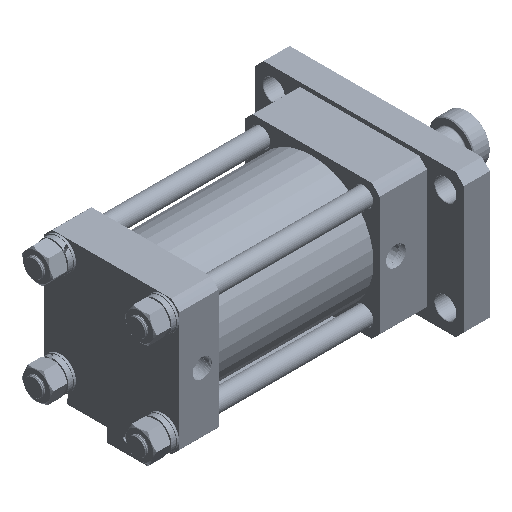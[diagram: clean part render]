
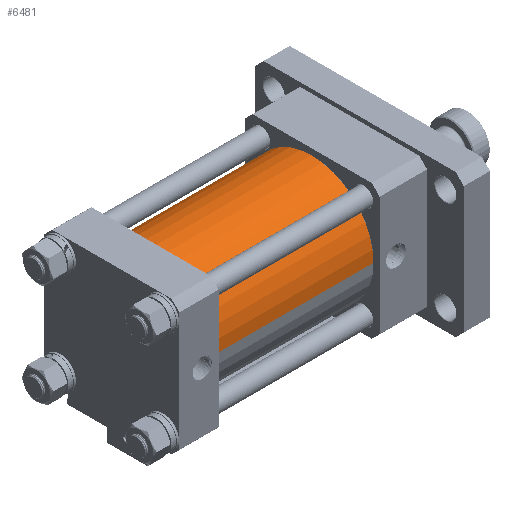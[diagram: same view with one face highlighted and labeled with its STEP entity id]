
A CAD part, isometric view. The second image highlights one B-rep face of the part: STEP entity #6481.
In plain terms, the highlighted cylindrical face has radius 76 mm (diameter 152 mm), a partial arc.
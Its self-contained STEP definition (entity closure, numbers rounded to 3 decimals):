
#6481 = ADVANCED_FACE ( 'NONE', ( #36113 ), #35946, .T. ) ;
#9605 = EDGE_CURVE ( 'NONE', #42921, #43011, #51451, .T. ) ;
#9607 = EDGE_CURVE ( 'NONE', #43011, #42932, #46109, .T. ) ;
#9608 = EDGE_CURVE ( 'NONE', #42942, #42932, #51452, .T. ) ;
#9609 = EDGE_CURVE ( 'NONE', #42921, #42942, #46115, .T. ) ;
#33080 = CARTESIAN_POINT ( 'NONE',  ( 464.832, 324.269, 0. ) ) ;
#33088 = CARTESIAN_POINT ( 'NONE',  ( 659.832, 172.269, 0. ) ) ;
#33095 = CARTESIAN_POINT ( 'NONE',  ( 659.832, 324.269, 0. ) ) ;
#33145 = CARTESIAN_POINT ( 'NONE',  ( 464.832, 172.269, 0. ) ) ;
#35946 = CYLINDRICAL_SURFACE ( 'NONE', #36022, 76. ) ;
#36022 = AXIS2_PLACEMENT_3D ( 'NONE', #58627, #58628, #58629 ) ;
#36113 = FACE_OUTER_BOUND ( 'NONE', #62586, .T. ) ;
#42921 = VERTEX_POINT ( 'NONE', #33080 ) ;
#42932 = VERTEX_POINT ( 'NONE', #33088 ) ;
#42942 = VERTEX_POINT ( 'NONE', #33095 ) ;
#43011 = VERTEX_POINT ( 'NONE', #33145 ) ;
#46102 = CARTESIAN_POINT ( 'NONE',  ( 464.832, 248.269, 0. ) ) ;
#46103 = DIRECTION ( 'NONE',  ( 1., 0., 0. ) ) ;
#46104 = DIRECTION ( 'NONE',  ( 0., 1., 0. ) ) ;
#46105 = CARTESIAN_POINT ( 'NONE',  ( 659.832, 248.269, 0. ) ) ;
#46109 = LINE ( 'NONE', #46110, #56379 ) ;
#46110 = CARTESIAN_POINT ( 'NONE',  ( 686.241, 172.269, 0. ) ) ;
#46111 = DIRECTION ( 'NONE',  ( 1., 0., 0. ) ) ;
#46112 = DIRECTION ( 'NONE',  ( 1., 0., 0. ) ) ;
#46113 = DIRECTION ( 'NONE',  ( 0., 1., 0. ) ) ;
#46115 = LINE ( 'NONE', #46116, #56381 ) ;
#46116 = CARTESIAN_POINT ( 'NONE',  ( 686.241, 324.269, 0. ) ) ;
#46117 = DIRECTION ( 'NONE',  ( 1., 0., 0. ) ) ;
#51451 = CIRCLE ( 'NONE', #56372, 76. ) ;
#51452 = CIRCLE ( 'NONE', #56376, 76. ) ;
#56372 = AXIS2_PLACEMENT_3D ( 'NONE', #46102, #46103, #46104 ) ;
#56376 = AXIS2_PLACEMENT_3D ( 'NONE', #46105, #46112, #46113 ) ;
#56379 = VECTOR ( 'NONE', #46111, 1000. ) ;
#56381 = VECTOR ( 'NONE', #46117, 1000. ) ;
#57577 = ORIENTED_EDGE ( 'NONE', *, *, #9605, .T. ) ;
#57578 = ORIENTED_EDGE ( 'NONE', *, *, #9608, .F. ) ;
#57579 = ORIENTED_EDGE ( 'NONE', *, *, #9607, .T. ) ;
#57580 = ORIENTED_EDGE ( 'NONE', *, *, #9609, .F. ) ;
#58627 = CARTESIAN_POINT ( 'NONE',  ( 686.241, 248.269, 0. ) ) ;
#58628 = DIRECTION ( 'NONE',  ( 1., 0., 0. ) ) ;
#58629 = DIRECTION ( 'NONE',  ( 0., 1., 0. ) ) ;
#62586 = EDGE_LOOP ( 'NONE', ( #57577, #57579, #57578, #57580 ) ) ;
